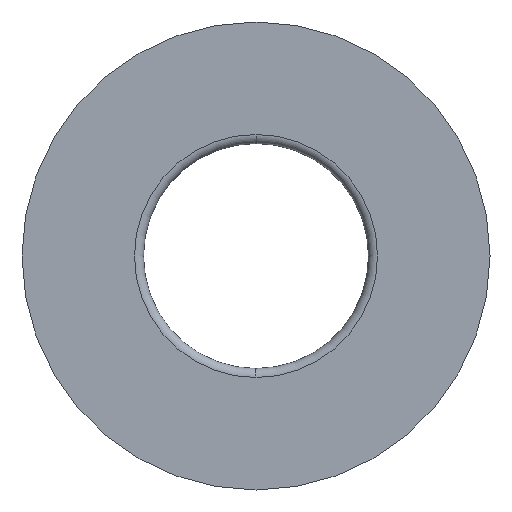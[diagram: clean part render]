
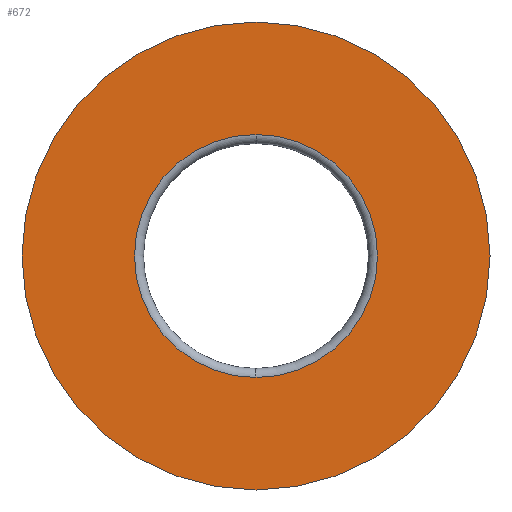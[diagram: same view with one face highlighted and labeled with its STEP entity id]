
A CAD part, left-side view. The second image highlights one B-rep face of the part: STEP entity #672.
In plain terms, the highlighted planar face has unit normal (-1, 0, 0).
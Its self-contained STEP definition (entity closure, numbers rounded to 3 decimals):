
#13 = VERTEX_POINT ( 'NONE', #273 ) ;
#30 = EDGE_CURVE ( 'NONE', #663, #13, #675, .T. ) ;
#31 = CARTESIAN_POINT ( 'NONE',  ( -9., 0., 0. ) ) ;
#46 = CIRCLE ( 'NONE', #142, 26. ) ;
#67 = AXIS2_PLACEMENT_3D ( 'NONE', #367, #546, #438 ) ;
#91 = ORIENTED_EDGE ( 'NONE', *, *, #447, .F. ) ;
#142 = AXIS2_PLACEMENT_3D ( 'NONE', #31, #338, #463 ) ;
#165 = FACE_BOUND ( 'NONE', #733, .T. ) ;
#220 = PLANE ( 'NONE',  #485 ) ;
#264 = EDGE_LOOP ( 'NONE', ( #694, #91 ) ) ;
#270 = DIRECTION ( 'NONE',  ( -1., 0., 0. ) ) ;
#273 = CARTESIAN_POINT ( 'NONE',  ( -9., 0., -13.5 ) ) ;
#292 = DIRECTION ( 'NONE',  ( 0., 0., 1. ) ) ;
#293 = DIRECTION ( 'NONE',  ( 0., 0., 1. ) ) ;
#310 = CARTESIAN_POINT ( 'NONE',  ( -9., 0., 0. ) ) ;
#319 = CARTESIAN_POINT ( 'NONE',  ( -9., 0., 0. ) ) ;
#338 = DIRECTION ( 'NONE',  ( 1., 0., 0. ) ) ;
#344 = CARTESIAN_POINT ( 'NONE',  ( -9., 0., 26. ) ) ;
#367 = CARTESIAN_POINT ( 'NONE',  ( -9., 0., 0. ) ) ;
#389 = EDGE_CURVE ( 'NONE', #13, #663, #572, .T. ) ;
#390 = AXIS2_PLACEMENT_3D ( 'NONE', #310, #433, #293 ) ;
#413 = CARTESIAN_POINT ( 'NONE',  ( -9., 0., 13.5 ) ) ;
#433 = DIRECTION ( 'NONE',  ( 1., 0., 0. ) ) ;
#438 = DIRECTION ( 'NONE',  ( 0., 0., -1. ) ) ;
#444 = VERTEX_POINT ( 'NONE', #668 ) ;
#447 = EDGE_CURVE ( 'NONE', #627, #444, #46, .T. ) ;
#463 = DIRECTION ( 'NONE',  ( 0., 0., -1. ) ) ;
#475 = ORIENTED_EDGE ( 'NONE', *, *, #30, .T. ) ;
#485 = AXIS2_PLACEMENT_3D ( 'NONE', #661, #270, #292 ) ;
#537 = FACE_OUTER_BOUND ( 'NONE', #264, .T. ) ;
#546 = DIRECTION ( 'NONE',  ( 1., 0., 0. ) ) ;
#572 = CIRCLE ( 'NONE', #744, 13.5 ) ;
#580 = DIRECTION ( 'NONE',  ( 1., 0., 0. ) ) ;
#627 = VERTEX_POINT ( 'NONE', #344 ) ;
#661 = CARTESIAN_POINT ( 'NONE',  ( -9., 12.5, 0. ) ) ;
#663 = VERTEX_POINT ( 'NONE', #413 ) ;
#668 = CARTESIAN_POINT ( 'NONE',  ( -9., 0., -26. ) ) ;
#672 = ADVANCED_FACE ( 'NONE', ( #165, #537 ), #220, .T. ) ;
#675 = CIRCLE ( 'NONE', #390, 13.5 ) ;
#694 = ORIENTED_EDGE ( 'NONE', *, *, #749, .F. ) ;
#705 = DIRECTION ( 'NONE',  ( 0., 0., 1. ) ) ;
#733 = EDGE_LOOP ( 'NONE', ( #475, #796 ) ) ;
#736 = CIRCLE ( 'NONE', #67, 26. ) ;
#744 = AXIS2_PLACEMENT_3D ( 'NONE', #319, #580, #705 ) ;
#749 = EDGE_CURVE ( 'NONE', #444, #627, #736, .T. ) ;
#796 = ORIENTED_EDGE ( 'NONE', *, *, #389, .T. ) ;
